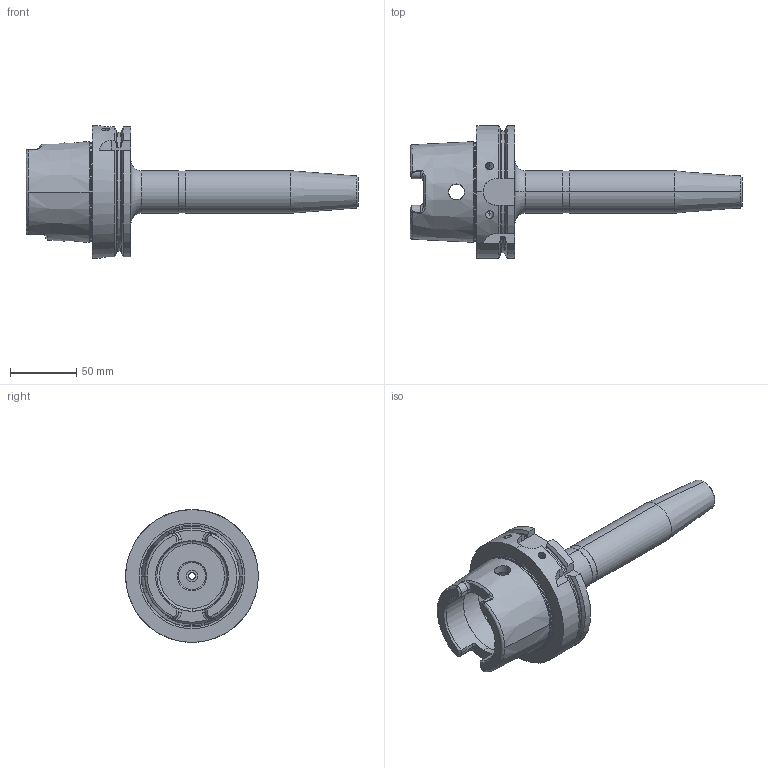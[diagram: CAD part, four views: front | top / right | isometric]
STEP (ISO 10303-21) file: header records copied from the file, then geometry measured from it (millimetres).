
FILE_DESCRIPTION (( 'STEP AP214' ), '1' );
FILE_NAME ('95.05.071.306.STEP', '2019-07-17T07:42:37', ( '' ), ( '' ), 'SwSTEP 2.0', 'SolidWorks 2014', '' );
FILE_SCHEMA (( 'AUTOMOTIVE_DESIGN' ));
Length unit declared in the file: millimetre
Products named in the file (1): 95.05.071.306
Bounding box: 250 x 100 x 100 mm (x, y, z)
Volume: 371501.9 mm3; surface area: 72280.5 mm2
Topology: 2 solids, 2 shells, 245 faces, 582 edges, 345 vertices
Faces by surface type: plane 76, cylinder 67, cone 55, torus 31, bspline 16
Entity records: 11387 total; most frequent: CARTESIAN_POINT 3179, ORIENTED_EDGE 1152, DIRECTION 1129, EDGE_CURVE 576, AXIS2_PLACEMENT_3D 457, VERTEX_POINT 345, EDGE_LOOP 263, UNCERTAINTY_MEASURE_WITH_UNIT 249
